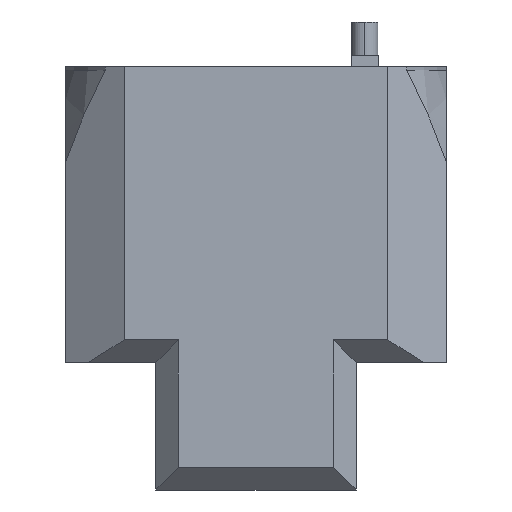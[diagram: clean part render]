
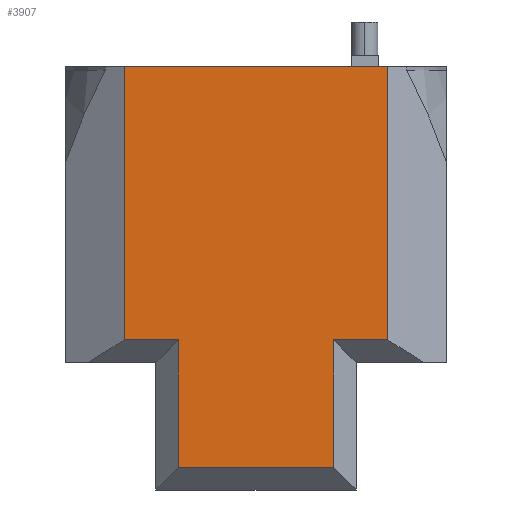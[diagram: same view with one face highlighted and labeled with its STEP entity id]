
A CAD part, left-side view. The second image highlights one B-rep face of the part: STEP entity #3907.
In plain terms, the highlighted planar face has unit normal (-1, 0, 0).
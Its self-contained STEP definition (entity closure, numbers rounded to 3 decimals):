
#5 = LINE ( 'NONE', #3707, #3116 ) ;
#55 = CARTESIAN_POINT ( 'NONE',  ( -362.642, -351.006, -356.453 ) ) ;
#57 = VERTEX_POINT ( 'NONE', #4482 ) ;
#148 = DIRECTION ( 'NONE',  ( 0., 0., -1. ) ) ;
#157 = DIRECTION ( 'NONE',  ( 0., 0., -1. ) ) ;
#255 = VECTOR ( 'NONE', #2582, 1000. ) ;
#266 = VECTOR ( 'NONE', #620, 1000. ) ;
#379 = EDGE_LOOP ( 'NONE', ( #4108, #2700, #3377, #2454, #3737, #5238, #1967, #1935 ) ) ;
#620 = DIRECTION ( 'NONE',  ( 0., -1., 0. ) ) ;
#642 = CARTESIAN_POINT ( 'NONE',  ( -362.642, -266.576, -1424.149 ) ) ;
#667 = VERTEX_POINT ( 'NONE', #55 ) ;
#697 = VECTOR ( 'NONE', #3571, 1000. ) ;
#722 = CARTESIAN_POINT ( 'NONE',  ( -362.642, 351.006, -1084.149 ) ) ;
#910 = VECTOR ( 'NONE', #2203, 1000. ) ;
#950 = CARTESIAN_POINT ( 'NONE',  ( -362.642, 0., -356.453 ) ) ;
#993 = LINE ( 'NONE', #4251, #4344 ) ;
#1146 = LINE ( 'NONE', #4435, #697 ) ;
#1172 = VERTEX_POINT ( 'NONE', #4297 ) ;
#1215 = VERTEX_POINT ( 'NONE', #2744 ) ;
#1357 = EDGE_CURVE ( 'NONE', #4608, #1523, #5, .T. ) ;
#1396 = LINE ( 'NONE', #2626, #3577 ) ;
#1477 = DIRECTION ( 'NONE',  ( 1., 0., 0. ) ) ;
#1523 = VERTEX_POINT ( 'NONE', #3894 ) ;
#1575 = CARTESIAN_POINT ( 'NONE',  ( -362.642, -206.576, -1084.149 ) ) ;
#1698 = LINE ( 'NONE', #950, #255 ) ;
#1777 = VERTEX_POINT ( 'NONE', #1575 ) ;
#1935 = ORIENTED_EDGE ( 'NONE', *, *, #3666, .F. ) ;
#1939 = CARTESIAN_POINT ( 'NONE',  ( -362.642, -351.006, -1084.149 ) ) ;
#1967 = ORIENTED_EDGE ( 'NONE', *, *, #3050, .F. ) ;
#2203 = DIRECTION ( 'NONE',  ( 0., -1., 0. ) ) ;
#2229 = CARTESIAN_POINT ( 'NONE',  ( -362.642, 351.006, -1084.149 ) ) ;
#2454 = ORIENTED_EDGE ( 'NONE', *, *, #3432, .T. ) ;
#2566 = EDGE_CURVE ( 'NONE', #1523, #1215, #5077, .T. ) ;
#2582 = DIRECTION ( 'NONE',  ( 0., -1., 0. ) ) ;
#2626 = CARTESIAN_POINT ( 'NONE',  ( -362.642, 206.576, -237.582 ) ) ;
#2647 = DIRECTION ( 'NONE',  ( 0., 0., -1. ) ) ;
#2698 = CARTESIAN_POINT ( 'NONE',  ( -362.642, 351.006, -356.453 ) ) ;
#2700 = ORIENTED_EDGE ( 'NONE', *, *, #2566, .T. ) ;
#2744 = CARTESIAN_POINT ( 'NONE',  ( -362.642, 206.576, -1084.149 ) ) ;
#3050 = EDGE_CURVE ( 'NONE', #667, #3585, #993, .T. ) ;
#3055 = LINE ( 'NONE', #642, #266 ) ;
#3116 = VECTOR ( 'NONE', #5250, 1000. ) ;
#3377 = ORIENTED_EDGE ( 'NONE', *, *, #4428, .T. ) ;
#3396 = PLANE ( 'NONE',  #3487 ) ;
#3432 = EDGE_CURVE ( 'NONE', #1172, #57, #3055, .T. ) ;
#3487 = AXIS2_PLACEMENT_3D ( 'NONE', #4724, #1477, #157 ) ;
#3562 = EDGE_CURVE ( 'NONE', #1777, #3585, #4078, .T. ) ;
#3571 = DIRECTION ( 'NONE',  ( 0., 0., 1. ) ) ;
#3577 = VECTOR ( 'NONE', #148, 1000. ) ;
#3585 = VERTEX_POINT ( 'NONE', #1939 ) ;
#3666 = EDGE_CURVE ( 'NONE', #4608, #667, #1698, .T. ) ;
#3676 = VECTOR ( 'NONE', #4394, 1000. ) ;
#3707 = CARTESIAN_POINT ( 'NONE',  ( -362.642, 351.006, -237.582 ) ) ;
#3737 = ORIENTED_EDGE ( 'NONE', *, *, #4492, .T. ) ;
#3894 = CARTESIAN_POINT ( 'NONE',  ( -362.642, 351.006, -1084.149 ) ) ;
#3907 = ADVANCED_FACE ( 'NONE', ( #4208 ), #3396, .F. ) ;
#4078 = LINE ( 'NONE', #722, #3676 ) ;
#4108 = ORIENTED_EDGE ( 'NONE', *, *, #1357, .T. ) ;
#4208 = FACE_OUTER_BOUND ( 'NONE', #379, .T. ) ;
#4251 = CARTESIAN_POINT ( 'NONE',  ( -362.642, -351.006, -237.582 ) ) ;
#4297 = CARTESIAN_POINT ( 'NONE',  ( -362.642, 206.576, -1424.149 ) ) ;
#4344 = VECTOR ( 'NONE', #2647, 1000. ) ;
#4394 = DIRECTION ( 'NONE',  ( 0., -1., 0. ) ) ;
#4428 = EDGE_CURVE ( 'NONE', #1215, #1172, #1396, .T. ) ;
#4435 = CARTESIAN_POINT ( 'NONE',  ( -362.642, -206.576, -237.582 ) ) ;
#4482 = CARTESIAN_POINT ( 'NONE',  ( -362.642, -206.576, -1424.149 ) ) ;
#4492 = EDGE_CURVE ( 'NONE', #57, #1777, #1146, .T. ) ;
#4608 = VERTEX_POINT ( 'NONE', #2698 ) ;
#4724 = CARTESIAN_POINT ( 'NONE',  ( -362.642, 351.006, -237.582 ) ) ;
#5077 = LINE ( 'NONE', #2229, #910 ) ;
#5238 = ORIENTED_EDGE ( 'NONE', *, *, #3562, .T. ) ;
#5250 = DIRECTION ( 'NONE',  ( 0., 0., -1. ) ) ;
